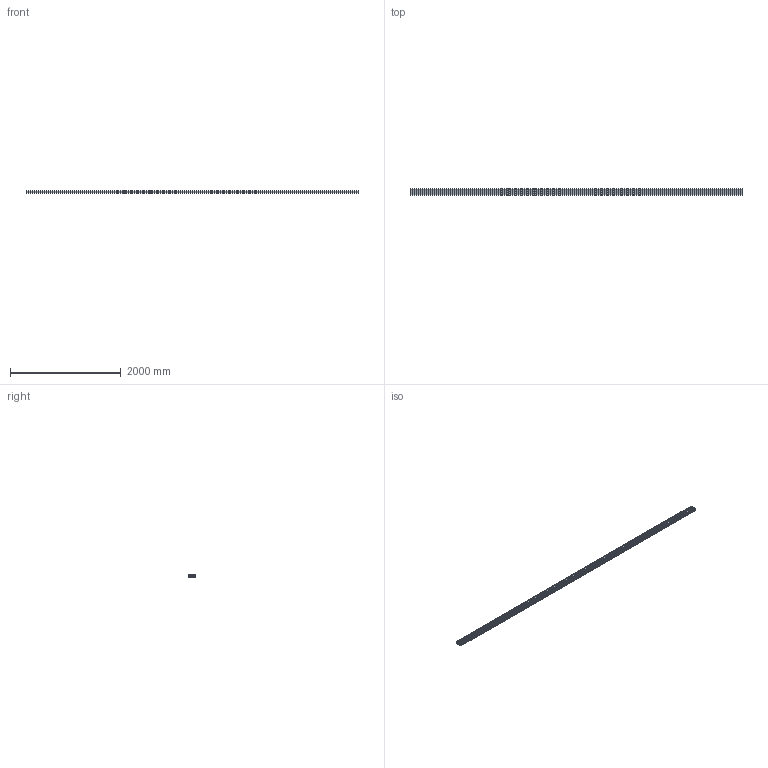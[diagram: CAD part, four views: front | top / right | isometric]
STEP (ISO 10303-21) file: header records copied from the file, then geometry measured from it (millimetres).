
FILE_DESCRIPTION (( 'STEP AP214' ), '1' );
FILE_NAME ('202084_Profil 8 40x120.STEP', '2019-02-06T12:28:29', ( '' ), ( '' ), 'SwSTEP 2.0', 'SolidWorks 2017', '' );
FILE_SCHEMA (( 'AUTOMOTIVE_DESIGN' ));
Length unit declared in the file: millimetre
Products named in the file (1): 202084_Profil 8 40x120
Bounding box: 6000 x 120 x 40 mm (x, y, z)
Volume: 14776114 mm3; surface area: 5078350.6 mm2
Topology: 1 solids, 1 shells, 172 faces, 510 edges, 340 vertices
Faces by surface type: cylinder 106, plane 66
Entity records: 5900 total; most frequent: DIRECTION 1068, CARTESIAN_POINT 1023, ORIENTED_EDGE 1020, EDGE_CURVE 510, AXIS2_PLACEMENT_3D 385, VERTEX_POINT 340, VECTOR 298, LINE 298
